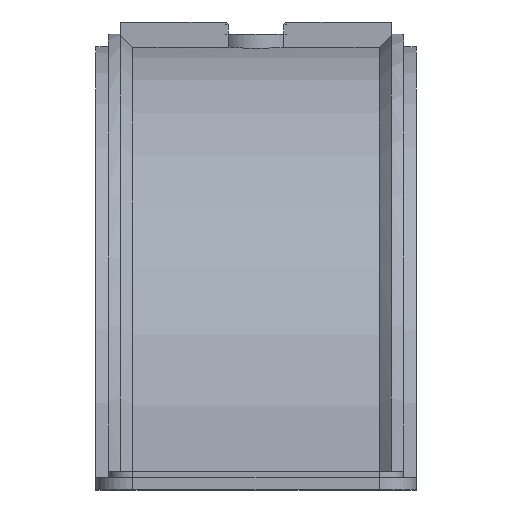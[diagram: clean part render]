
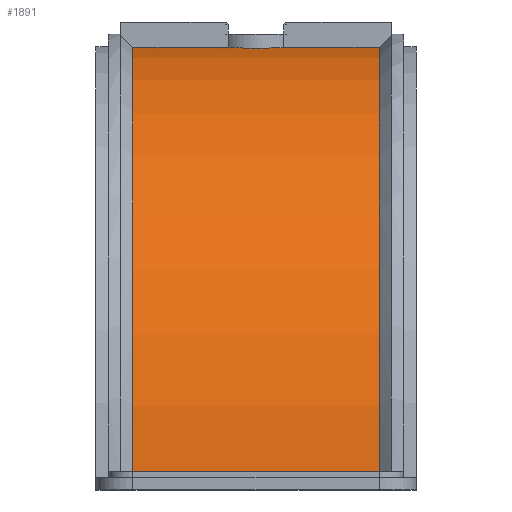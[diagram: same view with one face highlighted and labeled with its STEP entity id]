
A CAD part, front view. The second image highlights one B-rep face of the part: STEP entity #1891.
In plain terms, the highlighted cylindrical face has radius 35 mm (diameter 70 mm), a partial arc.
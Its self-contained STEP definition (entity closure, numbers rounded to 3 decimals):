
#138=CIRCLE('',#2041,35.);
#142=CIRCLE('',#2047,35.);
#198=CYLINDRICAL_SURFACE('',#2046,35.);
#255=FACE_OUTER_BOUND('',#365,.T.);
#365=EDGE_LOOP('',(#1464,#1465,#1466,#1467,#1468,#1469));
#449=B_SPLINE_CURVE_WITH_KNOTS('',3,(#3092,#3093,#3094,#3095,#3096,#3097,
#3098,#3099,#3100,#3101,#3102,#3103,#3104,#3105),.UNSPECIFIED.,.F.,.F.,
(4,2,2,2,2,2,4),(0.662,0.678,0.791,
0.905,1.018,1.131,1.147),
 .UNSPECIFIED.);
#467=LINE('',#2956,#652);
#504=LINE('',#3110,#689);
#506=LINE('',#3145,#691);
#652=VECTOR('',#2220,10.);
#689=VECTOR('',#2325,10.);
#691=VECTOR('',#2349,10.);
#846=VERTEX_POINT('',#2951);
#847=VERTEX_POINT('',#2955);
#880=VERTEX_POINT('',#3091);
#881=VERTEX_POINT('',#3109);
#882=VERTEX_POINT('',#3119);
#888=VERTEX_POINT('',#3143);
#1032=EDGE_CURVE('',#847,#846,#467,.T.);
#1086=EDGE_CURVE('',#880,#847,#449,.T.);
#1089=EDGE_CURVE('',#881,#880,#504,.T.);
#1093=EDGE_CURVE('',#881,#882,#138,.T.);
#1101=EDGE_CURVE('',#888,#846,#142,.T.);
#1102=EDGE_CURVE('',#882,#888,#506,.T.);
#1464=ORIENTED_EDGE('',*,*,#1089,.T.);
#1465=ORIENTED_EDGE('',*,*,#1086,.T.);
#1466=ORIENTED_EDGE('',*,*,#1032,.T.);
#1467=ORIENTED_EDGE('',*,*,#1101,.F.);
#1468=ORIENTED_EDGE('',*,*,#1102,.F.);
#1469=ORIENTED_EDGE('',*,*,#1093,.F.);
#1891=ADVANCED_FACE('',(#255),#198,.T.);
#2041=AXIS2_PLACEMENT_3D('',#3120,#2335,#2336);
#2046=AXIS2_PLACEMENT_3D('',#3142,#2345,#2346);
#2047=AXIS2_PLACEMENT_3D('',#3144,#2347,#2348);
#2220=DIRECTION('',(-1.,0.,0.));
#2325=DIRECTION('',(-1.,0.,0.));
#2335=DIRECTION('center_axis',(1.,0.,0.));
#2336=DIRECTION('ref_axis',(0.,1.,0.));
#2345=DIRECTION('center_axis',(1.,0.,0.));
#2346=DIRECTION('ref_axis',(0.,1.,0.));
#2347=DIRECTION('center_axis',(-1.,0.,0.));
#2348=DIRECTION('ref_axis',(0.,1.,0.));
#2349=DIRECTION('',(-1.,0.,0.));
#2951=CARTESIAN_POINT('',(1.,-2.,34.943));
#2955=CARTESIAN_POINT('',(8.764,-2.,34.943));
#2956=CARTESIAN_POINT('',(11.,-2.,34.943));
#3091=CARTESIAN_POINT('',(13.236,-2.,34.943));
#3092=CARTESIAN_POINT('Ctrl Pts',(13.236,-2.,34.943));
#3093=CARTESIAN_POINT('Ctrl Pts',(13.199,-2.042,34.94));
#3094=CARTESIAN_POINT('Ctrl Pts',(13.16,-2.082,34.938));
#3095=CARTESIAN_POINT('Ctrl Pts',(12.855,-2.388,34.919));
#3096=CARTESIAN_POINT('Ctrl Pts',(12.518,-2.618,34.902));
#3097=CARTESIAN_POINT('Ctrl Pts',(11.779,-2.925,34.878));
#3098=CARTESIAN_POINT('Ctrl Pts',(11.377,-3.,34.871));
#3099=CARTESIAN_POINT('Ctrl Pts',(10.623,-3.,34.871));
#3100=CARTESIAN_POINT('Ctrl Pts',(10.221,-2.925,34.878));
#3101=CARTESIAN_POINT('Ctrl Pts',(9.482,-2.618,34.902));
#3102=CARTESIAN_POINT('Ctrl Pts',(9.145,-2.388,34.919));
#3103=CARTESIAN_POINT('Ctrl Pts',(8.84,-2.082,34.938));
#3104=CARTESIAN_POINT('Ctrl Pts',(8.801,-2.042,34.94));
#3105=CARTESIAN_POINT('Ctrl Pts',(8.764,-2.,34.943));
#3109=CARTESIAN_POINT('',(21.,-2.,34.943));
#3110=CARTESIAN_POINT('',(11.,-2.,34.943));
#3119=CARTESIAN_POINT('',(21.,-35.,0.));
#3120=CARTESIAN_POINT('Origin',(21.,0.,0.));
#3142=CARTESIAN_POINT('Origin',(11.,0.,0.));
#3143=CARTESIAN_POINT('',(1.,-35.,0.));
#3144=CARTESIAN_POINT('Origin',(1.,0.,0.));
#3145=CARTESIAN_POINT('',(22.,-35.,0.));
